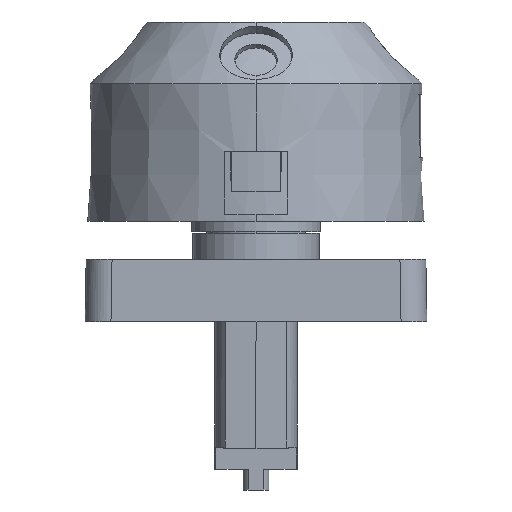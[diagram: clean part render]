
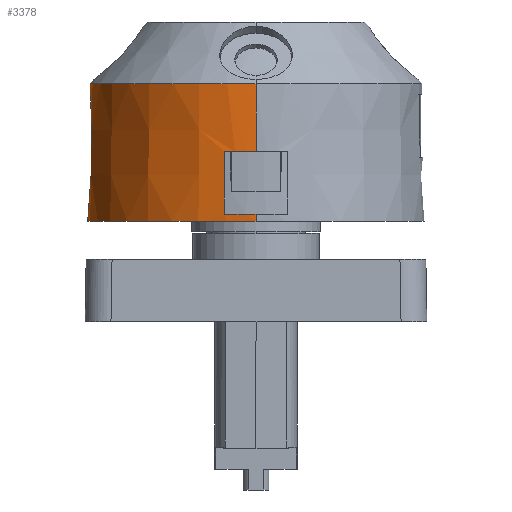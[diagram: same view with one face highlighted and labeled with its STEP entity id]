
A CAD part, left-side view. The second image highlights one B-rep face of the part: STEP entity #3378.
In plain terms, the highlighted conical face has half-angle 1 degrees and reference radius 32.268 mm.
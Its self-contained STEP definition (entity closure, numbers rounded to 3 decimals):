
#778=DIRECTION('',(-0.017,0.,-1.));
#779=VECTOR('',#778,13.102);
#780=CARTESIAN_POINT('',(-32.036,0.,45.95));
#781=LINE('',#780,#779);
#793=DIRECTION('',(0.017,0.,-1.));
#794=VECTOR('',#793,13.102);
#795=CARTESIAN_POINT('',(32.036,0.,45.95));
#796=LINE('',#795,#794);
#800=DIRECTION('',(0.017,0.,-1.));
#801=VECTOR('',#800,1.4);
#802=CARTESIAN_POINT('',(32.476,0.,20.75));
#803=LINE('',#802,#801);
#807=DIRECTION('',(-0.017,0.,-1.));
#808=VECTOR('',#807,1.4);
#809=CARTESIAN_POINT('',(-32.476,0.,20.75));
#810=LINE('',#809,#808);
#837=CARTESIAN_POINT('',(0.,0.,20.75));
#838=DIRECTION('',(0.,0.,1.));
#839=DIRECTION('',(-0.982,0.188,0.));
#840=AXIS2_PLACEMENT_3D('',#837,#838,#839);
#867=CARTESIAN_POINT('',(0.,0.,20.75));
#868=DIRECTION('',(0.,0.,1.));
#869=DIRECTION('',(1.,0.,0.));
#870=AXIS2_PLACEMENT_3D('',#867,#868,#869);
#900=CARTESIAN_POINT('',(-31.682,6.1,32.85));
#901=CARTESIAN_POINT('',(-31.706,6.1,31.508));
#902=CARTESIAN_POINT('',(-31.754,6.1,28.823));
#903=CARTESIAN_POINT('',(-31.826,6.1,24.789));
#904=CARTESIAN_POINT('',(-31.874,6.1,22.097));
#905=CARTESIAN_POINT('',(-31.898,6.1,20.75));
#920=CARTESIAN_POINT('',(31.898,6.1,20.75));
#921=CARTESIAN_POINT('',(31.874,6.1,22.097));
#922=CARTESIAN_POINT('',(31.826,6.1,24.789));
#923=CARTESIAN_POINT('',(31.754,6.1,28.823));
#924=CARTESIAN_POINT('',(31.706,6.1,31.508));
#925=CARTESIAN_POINT('',(31.682,6.1,32.85));
#930=CARTESIAN_POINT('',(0.,0.,45.95));
#931=DIRECTION('',(0.,0.,1.));
#932=DIRECTION('',(1.,0.,0.));
#933=AXIS2_PLACEMENT_3D('',#930,#931,#932);
#953=CARTESIAN_POINT('',(0.,0.,32.85));
#954=DIRECTION('',(0.,0.,1.));
#955=DIRECTION('',(-0.982,0.189,0.));
#956=AXIS2_PLACEMENT_3D('',#953,#954,#955);
#1031=CARTESIAN_POINT('',(0.,0.,32.85));
#1032=DIRECTION('',(0.,0.,1.));
#1033=DIRECTION('',(1.,0.,0.));
#1034=AXIS2_PLACEMENT_3D('',#1031,#1032,#1033);
#1604=CARTESIAN_POINT('',(0.,0.,19.35));
#1605=DIRECTION('',(0.,0.,1.));
#1606=DIRECTION('',(1.,0.,0.));
#1607=AXIS2_PLACEMENT_3D('',#1604,#1605,#1606);
#2595=CARTESIAN_POINT('',(32.036,0.,45.95));
#2596=CARTESIAN_POINT('',(-32.036,0.,45.95));
#2597=VERTEX_POINT('',#2595);
#2598=VERTEX_POINT('',#2596);
#2599=CARTESIAN_POINT('',(32.5,0.,19.35));
#2600=CARTESIAN_POINT('',(-32.5,0.,19.35));
#2601=VERTEX_POINT('',#2599);
#2602=VERTEX_POINT('',#2600);
#2607=CARTESIAN_POINT('',(32.476,0.,20.75));
#2608=CARTESIAN_POINT('',(31.898,6.1,20.75));
#2609=VERTEX_POINT('',#2607);
#2610=VERTEX_POINT('',#2608);
#2611=CARTESIAN_POINT('',(32.264,0.,32.85));
#2612=CARTESIAN_POINT('',(31.682,6.1,32.85));
#2613=VERTEX_POINT('',#2611);
#2614=VERTEX_POINT('',#2612);
#2615=CARTESIAN_POINT('',(-32.476,0.,20.75));
#2617=VERTEX_POINT('',#2615);
#2619=CARTESIAN_POINT('',(-32.264,0.,32.85));
#2621=VERTEX_POINT('',#2619);
#2625=CARTESIAN_POINT('',(-31.898,6.1,20.75));
#2626=VERTEX_POINT('',#2625);
#2627=CARTESIAN_POINT('',(-31.682,6.1,32.85));
#2628=VERTEX_POINT('',#2627);
#3356=CARTESIAN_POINT('',(0.,0.,32.65));
#3357=DIRECTION('',(0.,0.,-1.));
#3358=DIRECTION('',(1.,0.,0.));
#3359=AXIS2_PLACEMENT_3D('',#3356,#3357,#3358);
#3360=CONICAL_SURFACE('',#3359,32.268,1.);
#3361=ORIENTED_EDGE('',*,*,#3296,.T.);
#3362=ORIENTED_EDGE('',*,*,#3350,.T.);
#3364=ORIENTED_EDGE('',*,*,#3363,.F.);
#3365=ORIENTED_EDGE('',*,*,#3243,.F.);
#3366=ORIENTED_EDGE('',*,*,#2784,.T.);
#3367=ORIENTED_EDGE('',*,*,#3240,.T.);
#3369=ORIENTED_EDGE('',*,*,#3368,.F.);
#3370=ORIENTED_EDGE('',*,*,#3334,.T.);
#3371=ORIENTED_EDGE('',*,*,#3280,.T.);
#3372=ORIENTED_EDGE('',*,*,#3255,.T.);
#3374=ORIENTED_EDGE('',*,*,#3373,.F.);
#3375=ORIENTED_EDGE('',*,*,#3251,.F.);
#3376=EDGE_LOOP('',(#3361,#3362,#3364,#3365,#3366,#3367,#3369,#3370,#3371,#3372,
#3374,#3375));
#3377=FACE_OUTER_BOUND('',#3376,.F.);
#3378=ADVANCED_FACE('',(#3377),#3360,.T.);
#841=CIRCLE('',#840,32.476);
#871=CIRCLE('',#870,32.476);
#906=B_SPLINE_CURVE_WITH_KNOTS('',3,(#900,#901,#902,#903,#904,#905),
.UNSPECIFIED.,.F.,.F.,(4,1,1,4),(0.,0.333,0.667,1.),
.UNSPECIFIED.);
#926=B_SPLINE_CURVE_WITH_KNOTS('',3,(#920,#921,#922,#923,#924,#925),
.UNSPECIFIED.,.F.,.F.,(4,1,1,4),(0.,0.333,0.667,1.),
.UNSPECIFIED.);
#934=CIRCLE('',#933,32.036);
#957=CIRCLE('',#956,32.264);
#1035=CIRCLE('',#1034,32.264);
#1608=CIRCLE('',#1607,32.5);
#2784=EDGE_CURVE('',#2597,#2598,#934,.T.);
#3240=EDGE_CURVE('',#2598,#2621,#781,.T.);
#3243=EDGE_CURVE('',#2597,#2613,#796,.T.);
#3251=EDGE_CURVE('',#2609,#2601,#803,.T.);
#3255=EDGE_CURVE('',#2617,#2602,#810,.T.);
#3280=EDGE_CURVE('',#2626,#2617,#841,.T.);
#3296=EDGE_CURVE('',#2609,#2610,#871,.T.);
#3334=EDGE_CURVE('',#2628,#2626,#906,.T.);
#3350=EDGE_CURVE('',#2610,#2614,#926,.T.);
#3363=EDGE_CURVE('',#2613,#2614,#1035,.T.);
#3368=EDGE_CURVE('',#2628,#2621,#957,.T.);
#3373=EDGE_CURVE('',#2601,#2602,#1608,.T.);
